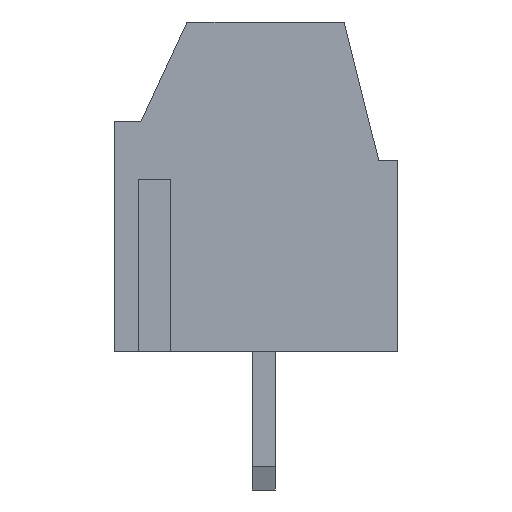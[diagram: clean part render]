
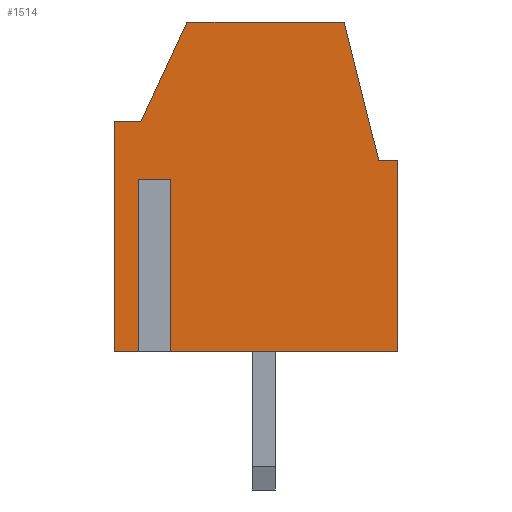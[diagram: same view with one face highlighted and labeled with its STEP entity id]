
A CAD part, left-side view. The second image highlights one B-rep face of the part: STEP entity #1514.
In plain terms, the highlighted planar face has unit normal (-1, 0, 0).
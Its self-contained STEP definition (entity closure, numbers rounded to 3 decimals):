
#1348 = VERTEX_POINT('',#1349);
#1349 = CARTESIAN_POINT('',(-1.75,-2.1,8.6));
#1357 = VERTEX_POINT('',#1358);
#1358 = CARTESIAN_POINT('',(-1.75,2.,8.6));
#1364 = EDGE_CURVE('',#1348,#1357,#1365,.T.);
#1365 = LINE('',#1366,#1367);
#1366 = CARTESIAN_POINT('',(-1.75,-2.1,8.6));
#1367 = VECTOR('',#1368,1.);
#1368 = DIRECTION('',(0.,1.,0.));
#1514 = ADVANCED_FACE('',(#1515),#1604,.F.);
#1515 = FACE_BOUND('',#1516,.F.);
#1516 = EDGE_LOOP('',(#1517,#1518,#1526,#1534,#1542,#1550,#1558,#1566,
    #1574,#1582,#1590,#1598));
#1517 = ORIENTED_EDGE('',*,*,#1364,.F.);
#1518 = ORIENTED_EDGE('',*,*,#1519,.F.);
#1519 = EDGE_CURVE('',#1520,#1348,#1522,.T.);
#1520 = VERTEX_POINT('',#1521);
#1521 = CARTESIAN_POINT('',(-1.75,-3.,5.));
#1522 = LINE('',#1523,#1524);
#1523 = CARTESIAN_POINT('',(-1.75,-3.,5.));
#1524 = VECTOR('',#1525,1.);
#1525 = DIRECTION('',(0.,0.243,0.97));
#1526 = ORIENTED_EDGE('',*,*,#1527,.F.);
#1527 = EDGE_CURVE('',#1528,#1520,#1530,.T.);
#1528 = VERTEX_POINT('',#1529);
#1529 = CARTESIAN_POINT('',(-1.75,-3.5,5.));
#1530 = LINE('',#1531,#1532);
#1531 = CARTESIAN_POINT('',(-1.75,-3.5,5.));
#1532 = VECTOR('',#1533,1.);
#1533 = DIRECTION('',(0.,1.,0.));
#1534 = ORIENTED_EDGE('',*,*,#1535,.F.);
#1535 = EDGE_CURVE('',#1536,#1528,#1538,.T.);
#1536 = VERTEX_POINT('',#1537);
#1537 = CARTESIAN_POINT('',(-1.75,-3.5,-0.));
#1538 = LINE('',#1539,#1540);
#1539 = CARTESIAN_POINT('',(-1.75,-3.5,0.));
#1540 = VECTOR('',#1541,1.);
#1541 = DIRECTION('',(0.,0.,1.));
#1542 = ORIENTED_EDGE('',*,*,#1543,.F.);
#1543 = EDGE_CURVE('',#1544,#1536,#1546,.T.);
#1544 = VERTEX_POINT('',#1545);
#1545 = CARTESIAN_POINT('',(-1.75,2.591,0.));
#1546 = LINE('',#1547,#1548);
#1547 = CARTESIAN_POINT('',(-1.75,3.9,0.));
#1548 = VECTOR('',#1549,1.);
#1549 = DIRECTION('',(0.,-1.,0.));
#1550 = ORIENTED_EDGE('',*,*,#1551,.T.);
#1551 = EDGE_CURVE('',#1544,#1552,#1554,.T.);
#1552 = VERTEX_POINT('',#1553);
#1553 = CARTESIAN_POINT('',(-1.75,2.591,4.5));
#1554 = LINE('',#1555,#1556);
#1555 = CARTESIAN_POINT('',(-1.75,2.591,0.));
#1556 = VECTOR('',#1557,1.);
#1557 = DIRECTION('',(0.,0.,1.));
#1558 = ORIENTED_EDGE('',*,*,#1559,.F.);
#1559 = EDGE_CURVE('',#1560,#1552,#1562,.T.);
#1560 = VERTEX_POINT('',#1561);
#1561 = CARTESIAN_POINT('',(-1.75,3.109,4.5));
#1562 = LINE('',#1563,#1564);
#1563 = CARTESIAN_POINT('',(-1.75,3.109,4.5));
#1564 = VECTOR('',#1565,1.);
#1565 = DIRECTION('',(0.,-1.,0.));
#1566 = ORIENTED_EDGE('',*,*,#1567,.F.);
#1567 = EDGE_CURVE('',#1568,#1560,#1570,.T.);
#1568 = VERTEX_POINT('',#1569);
#1569 = CARTESIAN_POINT('',(-1.75,3.109,0.));
#1570 = LINE('',#1571,#1572);
#1571 = CARTESIAN_POINT('',(-1.75,3.109,0.));
#1572 = VECTOR('',#1573,1.);
#1573 = DIRECTION('',(0.,0.,1.));
#1574 = ORIENTED_EDGE('',*,*,#1575,.F.);
#1575 = EDGE_CURVE('',#1576,#1568,#1578,.T.);
#1576 = VERTEX_POINT('',#1577);
#1577 = CARTESIAN_POINT('',(-1.75,3.9,0.));
#1578 = LINE('',#1579,#1580);
#1579 = CARTESIAN_POINT('',(-1.75,3.9,0.));
#1580 = VECTOR('',#1581,1.);
#1581 = DIRECTION('',(0.,-1.,0.));
#1582 = ORIENTED_EDGE('',*,*,#1583,.F.);
#1583 = EDGE_CURVE('',#1584,#1576,#1586,.T.);
#1584 = VERTEX_POINT('',#1585);
#1585 = CARTESIAN_POINT('',(-1.75,3.9,6.));
#1586 = LINE('',#1587,#1588);
#1587 = CARTESIAN_POINT('',(-1.75,3.9,6.));
#1588 = VECTOR('',#1589,1.);
#1589 = DIRECTION('',(0.,0.,-1.));
#1590 = ORIENTED_EDGE('',*,*,#1591,.F.);
#1591 = EDGE_CURVE('',#1592,#1584,#1594,.T.);
#1592 = VERTEX_POINT('',#1593);
#1593 = CARTESIAN_POINT('',(-1.75,3.2,6.));
#1594 = LINE('',#1595,#1596);
#1595 = CARTESIAN_POINT('',(-1.75,3.2,6.));
#1596 = VECTOR('',#1597,1.);
#1597 = DIRECTION('',(0.,1.,0.));
#1598 = ORIENTED_EDGE('',*,*,#1599,.F.);
#1599 = EDGE_CURVE('',#1357,#1592,#1600,.T.);
#1600 = LINE('',#1601,#1602);
#1601 = CARTESIAN_POINT('',(-1.75,2.,8.6));
#1602 = VECTOR('',#1603,1.);
#1603 = DIRECTION('',(0.,0.419,-0.908));
#1604 = PLANE('',#1605);
#1605 = AXIS2_PLACEMENT_3D('',#1606,#1607,#1608);
#1606 = CARTESIAN_POINT('',(-1.75,0.199,3.917));
#1607 = DIRECTION('',(1.,0.,0.));
#1608 = DIRECTION('',(0.,0.,1.));
